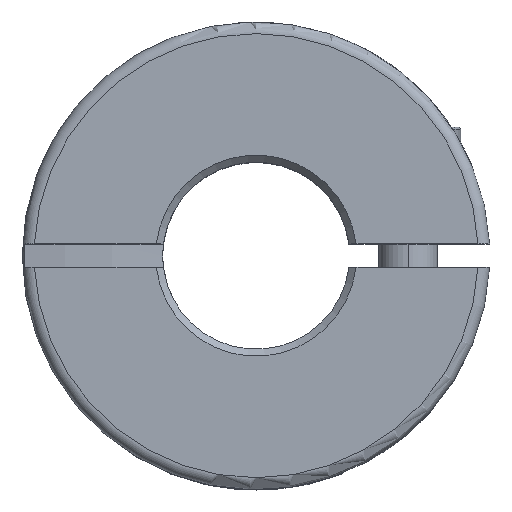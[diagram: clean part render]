
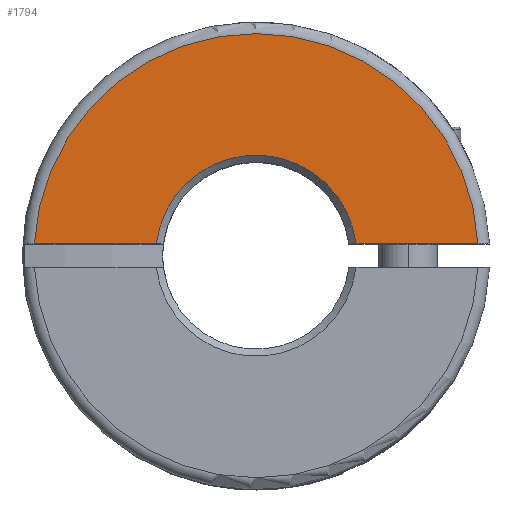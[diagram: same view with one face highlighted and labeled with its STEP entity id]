
A CAD part, top view. The second image highlights one B-rep face of the part: STEP entity #1794.
In plain terms, the highlighted planar face has unit normal (0, 0, 1).
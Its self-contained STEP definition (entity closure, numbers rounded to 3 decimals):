
#23 = CARTESIAN_POINT ( 'NONE',  ( 0., 0., 9.5 ) ) ;
#160 = PLANE ( 'NONE',  #3415 ) ;
#547 = CARTESIAN_POINT ( 'NONE',  ( 0., 0., 9.5 ) ) ;
#566 = VERTEX_POINT ( 'NONE', #4428 ) ;
#634 = ORIENTED_EDGE ( 'NONE', *, *, #991, .F. ) ;
#689 = CARTESIAN_POINT ( 'NONE',  ( 0., 0.5, 9.5 ) ) ;
#770 = EDGE_LOOP ( 'NONE', ( #3924, #4050, #634, #1453 ) ) ;
#867 = VERTEX_POINT ( 'NONE', #3362 ) ;
#905 = DIRECTION ( 'NONE',  ( 0., 0., -1. ) ) ;
#991 = EDGE_CURVE ( 'NONE', #566, #867, #3578, .T. ) ;
#1268 = VERTEX_POINT ( 'NONE', #2817 ) ;
#1453 = ORIENTED_EDGE ( 'NONE', *, *, #2204, .T. ) ;
#1553 = DIRECTION ( 'NONE',  ( 1., 0., 0. ) ) ;
#1612 = VECTOR ( 'NONE', #2920, 1000. ) ;
#1659 = DIRECTION ( 'NONE',  ( 1., 0., 0. ) ) ;
#1781 = VECTOR ( 'NONE', #2752, 1000. ) ;
#1794 = ADVANCED_FACE ( 'NONE', ( #3723 ), #160, .T. ) ;
#1919 = EDGE_CURVE ( 'NONE', #2913, #867, #3161, .T. ) ;
#1996 = AXIS2_PLACEMENT_3D ( 'NONE', #23, #4183, #1659 ) ;
#2012 = EDGE_CURVE ( 'NONE', #2913, #1268, #3066, .T. ) ;
#2204 = EDGE_CURVE ( 'NONE', #566, #1268, #3947, .T. ) ;
#2563 = CARTESIAN_POINT ( 'NONE',  ( 0., 0.5, 9.5 ) ) ;
#2752 = DIRECTION ( 'NONE',  ( -1., 0., 0. ) ) ;
#2779 = DIRECTION ( 'NONE',  ( 1., 0., 0. ) ) ;
#2817 = CARTESIAN_POINT ( 'NONE',  ( 4.271, 0.5, 9.5 ) ) ;
#2849 = AXIS2_PLACEMENT_3D ( 'NONE', #547, #905, #1553 ) ;
#2913 = VERTEX_POINT ( 'NONE', #4387 ) ;
#2920 = DIRECTION ( 'NONE',  ( -1., 0., 0. ) ) ;
#3066 = LINE ( 'NONE', #689, #1781 ) ;
#3161 = CIRCLE ( 'NONE', #1996, 9.5 ) ;
#3362 = CARTESIAN_POINT ( 'NONE',  ( -9.487, 0.5, 9.5 ) ) ;
#3369 = DIRECTION ( 'NONE',  ( 0., 0., 1. ) ) ;
#3415 = AXIS2_PLACEMENT_3D ( 'NONE', #3821, #3369, #2779 ) ;
#3578 = LINE ( 'NONE', #2563, #1612 ) ;
#3723 = FACE_OUTER_BOUND ( 'NONE', #770, .T. ) ;
#3821 = CARTESIAN_POINT ( 'NONE',  ( 0., 0., 9.5 ) ) ;
#3924 = ORIENTED_EDGE ( 'NONE', *, *, #2012, .F. ) ;
#3947 = CIRCLE ( 'NONE', #2849, 4.3 ) ;
#4050 = ORIENTED_EDGE ( 'NONE', *, *, #1919, .T. ) ;
#4183 = DIRECTION ( 'NONE',  ( 0., 0., 1. ) ) ;
#4387 = CARTESIAN_POINT ( 'NONE',  ( 9.487, 0.5, 9.5 ) ) ;
#4428 = CARTESIAN_POINT ( 'NONE',  ( -4.271, 0.5, 9.5 ) ) ;
